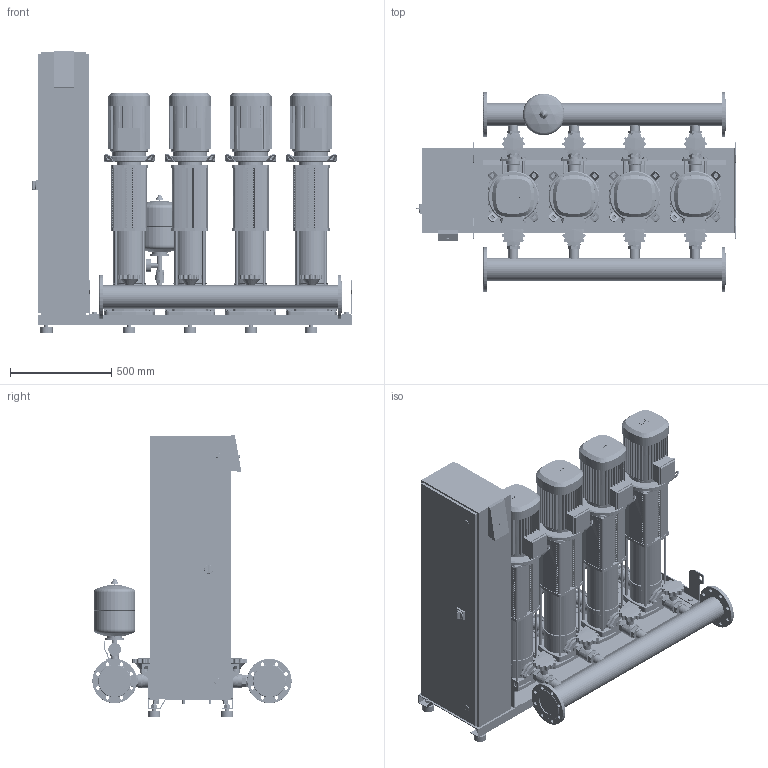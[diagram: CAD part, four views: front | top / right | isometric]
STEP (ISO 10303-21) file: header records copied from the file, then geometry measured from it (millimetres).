
FILE_DESCRIPTION((''),'2;1');
FILE_NAME('3d_SiBoostSmart4HELIXV1608-2536176.stp','2016-01-25T10:49:17',(''),(''),'Mechanical Desktop 2009','Mechanical Desktop 2009',', , ');
FILE_SCHEMA(('CONFIG_CONTROL_DESIGN'));
Length unit declared in the file: millimetre
Products named in the file (1): Product
Bounding box: 1580 x 986 x 1398.4 mm (x, y, z)
Volume: 282801864.7 mm3; surface area: 16527499.8 mm2
Topology: 217 solids, 217 shells, 7836 faces, 20768 edges, 13611 vertices
Faces by surface type: plane 3271, bspline 2313, cylinder 1782, cone 310, torus 130, sphere 30
Entity records: 260179 total; most frequent: CARTESIAN_POINT 66496, ORIENTED_EDGE 41468, DIRECTION 37098, EDGE_CURVE 20734, VECTOR 13626, LINE 13626, VERTEX_POINT 13604, AXIS2_PLACEMENT_3D 11736
